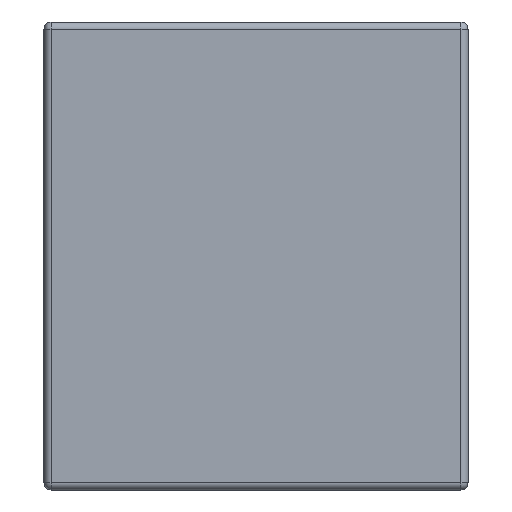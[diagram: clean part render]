
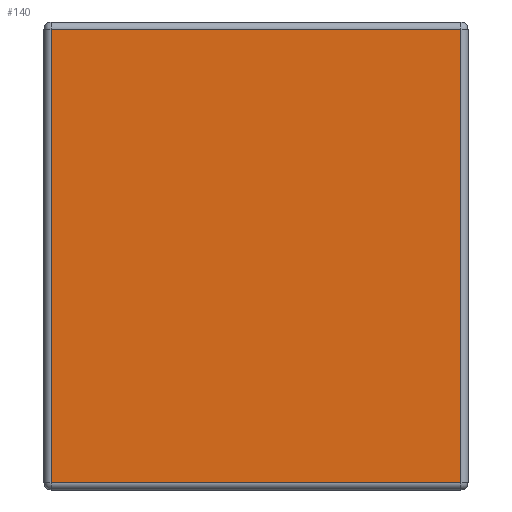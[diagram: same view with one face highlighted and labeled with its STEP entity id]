
A CAD part, left-side view. The second image highlights one B-rep face of the part: STEP entity #140.
In plain terms, the highlighted planar face has unit normal (-1, 0, 0).
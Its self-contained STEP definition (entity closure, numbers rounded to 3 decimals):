
#19 = CARTESIAN_POINT ( 'NONE',  ( -1.6, 1.45, 0.8 ) ) ;
#27 = VECTOR ( 'NONE', #112, 1000. ) ;
#36 = CARTESIAN_POINT ( 'NONE',  ( -1.6, 0.025, -0.775 ) ) ;
#56 = CARTESIAN_POINT ( 'NONE',  ( -1.6, 1.425, 0.8 ) ) ;
#95 = ORIENTED_EDGE ( 'NONE', *, *, #365, .T. ) ;
#112 = DIRECTION ( 'NONE',  ( 0., 1., 0. ) ) ;
#117 = CARTESIAN_POINT ( 'NONE',  ( -1.6, 1.425, 0.775 ) ) ;
#138 = CARTESIAN_POINT ( 'NONE',  ( -1.6, 0.025, 0.775 ) ) ;
#140 = ADVANCED_FACE ( 'NONE', ( #998 ), #1081, .F. ) ;
#281 = ORIENTED_EDGE ( 'NONE', *, *, #696, .T. ) ;
#290 = DIRECTION ( 'NONE',  ( 0., 0., 1. ) ) ;
#317 = CARTESIAN_POINT ( 'NONE',  ( -1.6, 1.45, -0.775 ) ) ;
#348 = ORIENTED_EDGE ( 'NONE', *, *, #687, .T. ) ;
#353 = VECTOR ( 'NONE', #934, 1000. ) ;
#365 = EDGE_CURVE ( 'NONE', #533, #647, #586, .T. ) ;
#379 = CARTESIAN_POINT ( 'NONE',  ( -1.6, 0.025, 0.8 ) ) ;
#386 = LINE ( 'NONE', #992, #27 ) ;
#399 = VECTOR ( 'NONE', #677, 1000. ) ;
#445 = LINE ( 'NONE', #379, #521 ) ;
#460 = DIRECTION ( 'NONE',  ( 0., 0., -1. ) ) ;
#521 = VECTOR ( 'NONE', #290, 1000. ) ;
#533 = VERTEX_POINT ( 'NONE', #848 ) ;
#550 = VERTEX_POINT ( 'NONE', #138 ) ;
#586 = LINE ( 'NONE', #317, #353 ) ;
#632 = ORIENTED_EDGE ( 'NONE', *, *, #1122, .T. ) ;
#647 = VERTEX_POINT ( 'NONE', #36 ) ;
#677 = DIRECTION ( 'NONE',  ( 0., 0., -1. ) ) ;
#687 = EDGE_CURVE ( 'NONE', #647, #550, #445, .T. ) ;
#696 = EDGE_CURVE ( 'NONE', #550, #1052, #386, .T. ) ;
#709 = AXIS2_PLACEMENT_3D ( 'NONE', #19, #825, #460 ) ;
#825 = DIRECTION ( 'NONE',  ( 1., 0., 0. ) ) ;
#848 = CARTESIAN_POINT ( 'NONE',  ( -1.6, 1.425, -0.775 ) ) ;
#851 = LINE ( 'NONE', #56, #399 ) ;
#934 = DIRECTION ( 'NONE',  ( 0., -1., 0. ) ) ;
#958 = EDGE_LOOP ( 'NONE', ( #632, #95, #348, #281 ) ) ;
#992 = CARTESIAN_POINT ( 'NONE',  ( -1.6, 1.45, 0.775 ) ) ;
#998 = FACE_OUTER_BOUND ( 'NONE', #958, .T. ) ;
#1052 = VERTEX_POINT ( 'NONE', #117 ) ;
#1081 = PLANE ( 'NONE',  #709 ) ;
#1122 = EDGE_CURVE ( 'NONE', #1052, #533, #851, .T. ) ;
